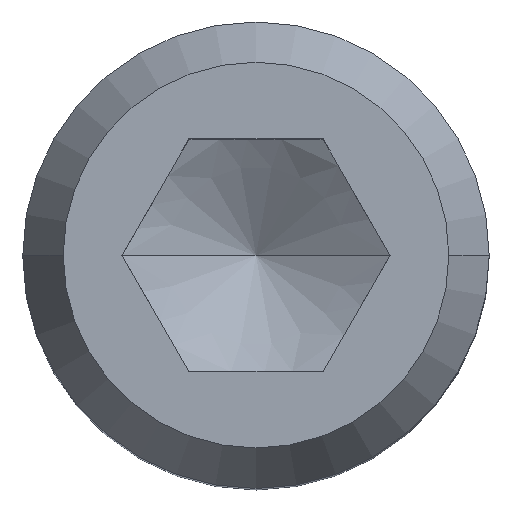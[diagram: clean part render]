
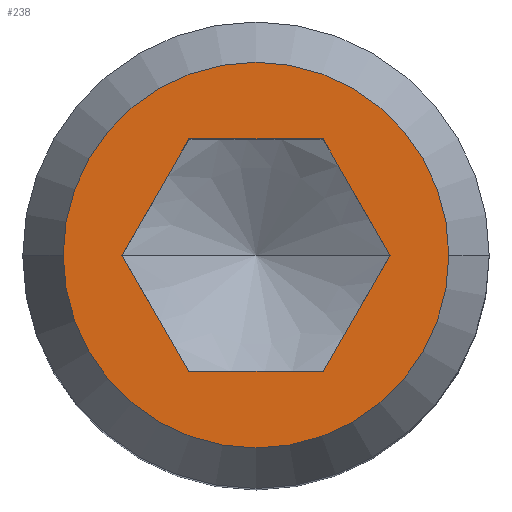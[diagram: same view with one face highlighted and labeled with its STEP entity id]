
A CAD part, top view. The second image highlights one B-rep face of the part: STEP entity #238.
In plain terms, the highlighted planar face has unit normal (0, 0, 1).
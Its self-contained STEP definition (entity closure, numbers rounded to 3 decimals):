
#194=EDGE_CURVE('',#400,#330,#469,.T.);
#216=EDGE_CURVE('',#264,#246,#494,.T.);
#236=EDGE_CURVE('',#246,#374,#517,.T.);
#238=ADVANCED_FACE('',(#519,#520),#521,.T.);
#246=VERTEX_POINT('',#530);
#252=EDGE_CURVE('',#308,#264,#536,.T.);
#264=VERTEX_POINT('',#551);
#300=EDGE_CURVE('',#350,#308,#591,.T.);
#308=VERTEX_POINT('',#600);
#330=VERTEX_POINT('',#623);
#332=EDGE_CURVE('',#388,#350,#625,.T.);
#350=VERTEX_POINT('',#644);
#362=EDGE_CURVE('',#374,#388,#658,.T.);
#374=VERTEX_POINT('',#673);
#382=EDGE_CURVE('',#330,#400,#681,.T.);
#388=VERTEX_POINT('',#687);
#400=VERTEX_POINT('',#699);
#469=CIRCLE('',#781,8.268);
#494=LINE('',#823,#824);
#517=LINE('',#867,#868);
#519=FACE_BOUND('',#870,.T.);
#520=FACE_OUTER_BOUND('',#871,.T.);
#521=PLANE('',#872);
#530=CARTESIAN_POINT('',(5.75,0.0,49.5));
#536=LINE('',#892,#893);
#551=CARTESIAN_POINT('',(2.875,4.98,49.5));
#591=LINE('',#975,#976);
#600=CARTESIAN_POINT('',(-2.875,4.98,49.5));
#623=CARTESIAN_POINT('',(-8.268,0.,49.5));
#625=LINE('',#1028,#1029);
#644=CARTESIAN_POINT('',(-5.75,0.,49.5));
#658=LINE('',#1074,#1075);
#673=CARTESIAN_POINT('',(2.875,-4.98,49.5));
#681=CIRCLE('',#1105,8.268);
#687=CARTESIAN_POINT('',(-2.875,-4.98,49.5));
#699=CARTESIAN_POINT('',(8.268,0.,49.5));
#781=AXIS2_PLACEMENT_3D('',#1204,#1205,#1206);
#823=CARTESIAN_POINT('',(5.031,1.245,49.5));
#824=VECTOR('',#1245,1.0);
#867=CARTESIAN_POINT('',(3.594,-3.735,49.5));
#868=VECTOR('',#1277,1.0);
#870=EDGE_LOOP('',(#1279,#1280,#1281,#1282,#1283,#1284));
#871=EDGE_LOOP('',(#1285,#1286));
#872=AXIS2_PLACEMENT_3D('',#1287,#1288,#1289);
#892=CARTESIAN_POINT('',(1.438,4.98,49.5));
#893=VECTOR('',#1305,1.0);
#975=CARTESIAN_POINT('',(-3.594,3.735,49.5));
#976=VECTOR('',#1352,1.0);
#1028=CARTESIAN_POINT('',(-5.031,-1.245,49.5));
#1029=VECTOR('',#1380,1.0);
#1074=CARTESIAN_POINT('',(-1.438,-4.98,49.5));
#1075=VECTOR('',#1418,1.0);
#1105=AXIS2_PLACEMENT_3D('',#1444,#1445,#1446);
#1204=CARTESIAN_POINT('',(0.,0.,49.5));
#1205=DIRECTION('',(-0.0,0.0,-1.0));
#1206=DIRECTION('',(-1.0,0.,0.0));
#1245=DIRECTION('',(0.5,-0.866,0.0));
#1277=DIRECTION('',(-0.5,-0.866,0.0));
#1279=ORIENTED_EDGE('',*,*,#252,.T.);
#1280=ORIENTED_EDGE('',*,*,#216,.T.);
#1281=ORIENTED_EDGE('',*,*,#236,.T.);
#1282=ORIENTED_EDGE('',*,*,#362,.T.);
#1283=ORIENTED_EDGE('',*,*,#332,.T.);
#1284=ORIENTED_EDGE('',*,*,#300,.T.);
#1285=ORIENTED_EDGE('',*,*,#382,.F.);
#1286=ORIENTED_EDGE('',*,*,#194,.F.);
#1287=CARTESIAN_POINT('',(-7.009,0.,49.5));
#1288=DIRECTION('',(0.0,0.0,1.0));
#1289=DIRECTION('',(-1.0,0.,0.0));
#1305=DIRECTION('',(1.0,0.0,0.0));
#1352=DIRECTION('',(0.5,0.866,0.0));
#1380=DIRECTION('',(-0.5,0.866,0.0));
#1418=DIRECTION('',(-1.0,0.0,0.0));
#1444=CARTESIAN_POINT('',(0.,0.,49.5));
#1445=DIRECTION('',(-0.0,0.0,-1.0));
#1446=DIRECTION('',(-1.0,0.,0.0));
